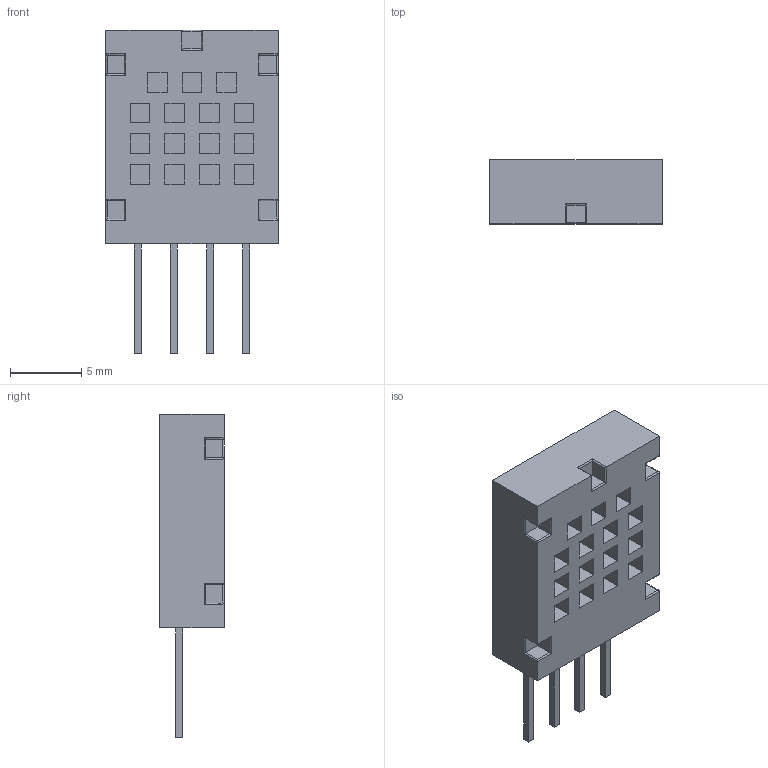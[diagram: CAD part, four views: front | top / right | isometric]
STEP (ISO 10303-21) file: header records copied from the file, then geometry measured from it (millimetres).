
FILE_DESCRIPTION( ( '' ), ' ' );
FILE_NAME( '5a0ca564b8b9e5107539e5ef.step', '2017-11-15T20:36:53', ( '' ), ( '' ), ' ', ' ', ' ' );
FILE_SCHEMA( ( 'AUTOMOTIVE_DESIGN { 1 0 10303 214 1 1 1 1 }' ) );
Length unit declared in the file: metre
Products named in the file (5): Pins; Body
Bounding box: 12.1 x 4.5 x 22.7 mm (x, y, z)
Volume: 775.2 mm3; surface area: 795.2 mm2
Topology: 5 solids, 5 shells, 155 faces, 360 edges, 230 vertices
Faces by surface type: plane 125, bspline 30
Entity records: 7460 total; most frequent: CARTESIAN_POINT 2910, ORIENTED_EDGE 720, DIRECTION 530, EDGE_CURVE 360, LINE 270, VECTOR 270, VERTEX_POINT 230, EDGE_LOOP 170
